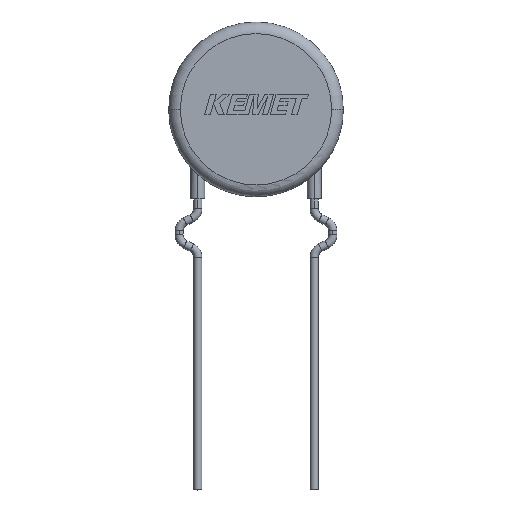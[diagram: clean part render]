
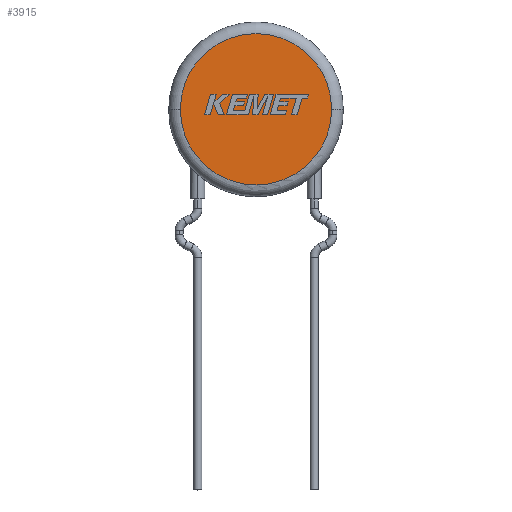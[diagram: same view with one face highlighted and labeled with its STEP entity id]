
A CAD part, top view. The second image highlights one B-rep face of the part: STEP entity #3915.
In plain terms, the highlighted planar face has unit normal (0, 0, 1).
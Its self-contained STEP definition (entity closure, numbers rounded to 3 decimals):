
#98 = CARTESIAN_POINT ( 'NONE',  ( 0., 0., 6. ) ) ;
#648 = EDGE_CURVE ( 'NONE', #2983, #1262, #2811, .T. ) ;
#843 = DIRECTION ( 'NONE',  ( 0., 0., 1. ) ) ;
#924 = CIRCLE ( 'NONE', #1514, 6.5 ) ;
#1053 = EDGE_LOOP ( 'NONE', ( #2002, #2891 ) ) ;
#1149 = DIRECTION ( 'NONE',  ( 1., 0., 0. ) ) ;
#1262 = VERTEX_POINT ( 'NONE', #3673 ) ;
#1514 = AXIS2_PLACEMENT_3D ( 'NONE', #3274, #843, #4257 ) ;
#1637 = DIRECTION ( 'NONE',  ( 0., 0., 1. ) ) ;
#2002 = ORIENTED_EDGE ( 'NONE', *, *, #648, .T. ) ;
#2660 = DIRECTION ( 'NONE',  ( 1., 0., 0. ) ) ;
#2811 = CIRCLE ( 'NONE', #2882, 6.5 ) ;
#2849 = FACE_OUTER_BOUND ( 'NONE', #1053, .T. ) ;
#2882 = AXIS2_PLACEMENT_3D ( 'NONE', #4020, #1637, #2660 ) ;
#2891 = ORIENTED_EDGE ( 'NONE', *, *, #3655, .T. ) ;
#2899 = PLANE ( 'NONE',  #4213 ) ;
#2920 = CARTESIAN_POINT ( 'NONE',  ( 6.5, 0., 6. ) ) ;
#2983 = VERTEX_POINT ( 'NONE', #2920 ) ;
#3274 = CARTESIAN_POINT ( 'NONE',  ( 0., 0., 6. ) ) ;
#3655 = EDGE_CURVE ( 'NONE', #1262, #2983, #924, .T. ) ;
#3673 = CARTESIAN_POINT ( 'NONE',  ( -6.5, 0., 6. ) ) ;
#3915 = ADVANCED_FACE ( 'NONE', ( #2849 ), #2899, .T. ) ;
#4020 = CARTESIAN_POINT ( 'NONE',  ( 0., 0., 6. ) ) ;
#4201 = DIRECTION ( 'NONE',  ( 0., 0., 1. ) ) ;
#4213 = AXIS2_PLACEMENT_3D ( 'NONE', #98, #4201, #1149 ) ;
#4257 = DIRECTION ( 'NONE',  ( 1., 0., 0. ) ) ;
